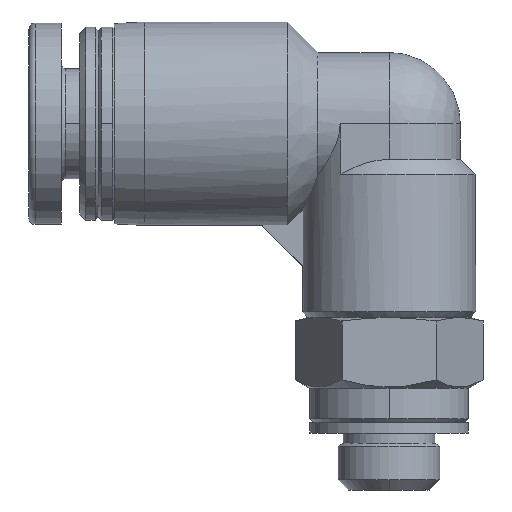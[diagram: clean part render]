
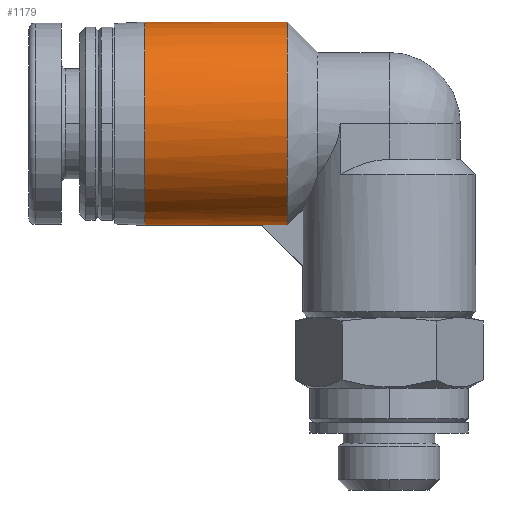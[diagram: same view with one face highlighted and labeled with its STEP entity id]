
A CAD part, front view. The second image highlights one B-rep face of the part: STEP entity #1179.
In plain terms, the highlighted cylindrical face has radius 5 mm (diameter 10 mm), a partial arc.
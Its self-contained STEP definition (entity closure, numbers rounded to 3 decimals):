
#22=ELLIPSE('',#1338,7.071,5.);
#156=FACE_OUTER_BOUND('',#234,.T.);
#234=EDGE_LOOP('',(#1021,#1022,#1023,#1024,#1025,#1026));
#307=LINE('',#2147,#369);
#308=LINE('',#2151,#370);
#309=LINE('',#2154,#371);
#369=VECTOR('',#1696,5.75);
#370=VECTOR('',#1699,1.275);
#371=VECTOR('',#1702,7.);
#457=CIRCLE('',#1333,5.);
#460=CIRCLE('',#1339,5.);
#562=VERTEX_POINT('',#2134);
#565=VERTEX_POINT('',#2139);
#566=VERTEX_POINT('',#2146);
#567=VERTEX_POINT('',#2148);
#568=VERTEX_POINT('',#2150);
#569=VERTEX_POINT('',#2152);
#725=EDGE_CURVE('',#562,#565,#457,.T.);
#728=EDGE_CURVE('',#565,#566,#307,.T.);
#729=EDGE_CURVE('',#566,#567,#22,.T.);
#730=EDGE_CURVE('',#567,#568,#308,.T.);
#731=EDGE_CURVE('',#569,#568,#460,.T.);
#732=EDGE_CURVE('',#562,#569,#309,.T.);
#1021=ORIENTED_EDGE('',*,*,#725,.T.);
#1022=ORIENTED_EDGE('',*,*,#728,.T.);
#1023=ORIENTED_EDGE('',*,*,#729,.T.);
#1024=ORIENTED_EDGE('',*,*,#730,.T.);
#1025=ORIENTED_EDGE('',*,*,#731,.F.);
#1026=ORIENTED_EDGE('',*,*,#732,.F.);
#1118=CYLINDRICAL_SURFACE('',#1337,5.);
#1179=ADVANCED_FACE('',(#156),#1118,.T.);
#1333=AXIS2_PLACEMENT_3D('',#2141,#1686,#1687);
#1337=AXIS2_PLACEMENT_3D('',#2145,#1694,#1695);
#1338=AXIS2_PLACEMENT_3D('',#2149,#1697,#1698);
#1339=AXIS2_PLACEMENT_3D('',#2153,#1700,#1701);
#1686=DIRECTION('center_axis',(1.,0.,0.));
#1687=DIRECTION('ref_axis',(0.,0.,1.));
#1694=DIRECTION('center_axis',(1.,0.,0.));
#1695=DIRECTION('ref_axis',(0.,-1.,0.));
#1696=DIRECTION('',(1.,0.,0.));
#1697=DIRECTION('center_axis',(-0.707,0.,
-0.707));
#1698=DIRECTION('ref_axis',(0.707,0.,-0.707));
#1699=DIRECTION('',(1.,0.,0.));
#1700=DIRECTION('center_axis',(1.,0.,0.));
#1701=DIRECTION('ref_axis',(0.,0.,1.));
#1702=DIRECTION('',(1.,0.,0.));
#2134=CARTESIAN_POINT('',(-12.,0.,23.));
#2139=CARTESIAN_POINT('',(-12.,0.,13.));
#2141=CARTESIAN_POINT('Origin',(-12.,0.,
18.));
#2145=CARTESIAN_POINT('Origin',(-12.,0.,
18.));
#2146=CARTESIAN_POINT('',(-6.25,0.,13.));
#2147=CARTESIAN_POINT('',(-12.,0.,13.));
#2148=CARTESIAN_POINT('',(-6.275,-0.5,13.025));
#2149=CARTESIAN_POINT('Origin',(-11.25,0.,
18.));
#2150=CARTESIAN_POINT('',(-5.,-0.5,13.025));
#2151=CARTESIAN_POINT('',(-6.275,-0.5,13.025));
#2152=CARTESIAN_POINT('',(-5.,0.,23.));
#2153=CARTESIAN_POINT('Origin',(-5.,0.,
18.));
#2154=CARTESIAN_POINT('',(-12.,0.,23.));
